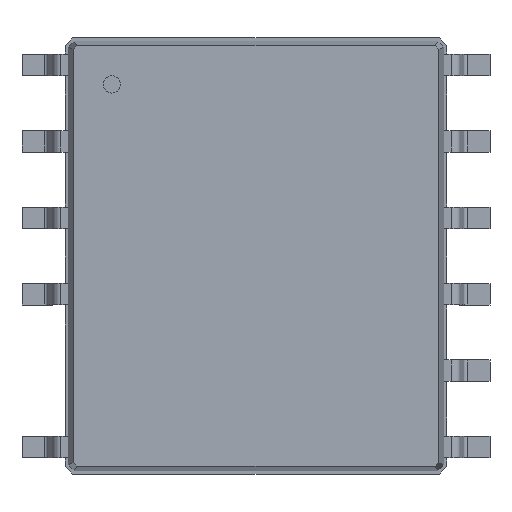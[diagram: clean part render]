
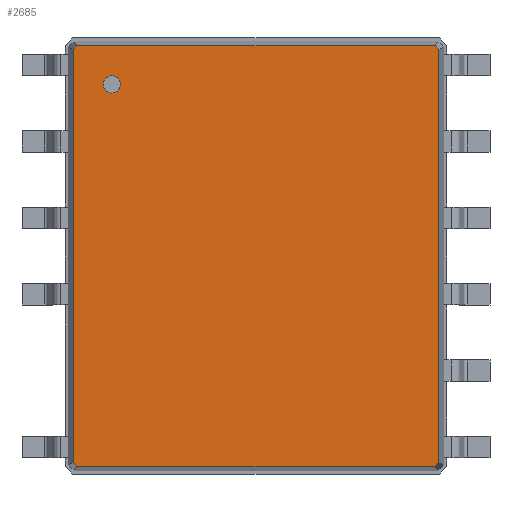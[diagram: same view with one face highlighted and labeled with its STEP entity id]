
A CAD part, top view. The second image highlights one B-rep face of the part: STEP entity #2685.
In plain terms, the highlighted planar face has unit normal (0, 0, 1).
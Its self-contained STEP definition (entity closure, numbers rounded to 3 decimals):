
#13=DIRECTION('',(0.,0.,1.));
#27=VECTOR('',#28,1.);
#28=DIRECTION('',(1.,0.,0.));
#51=VECTOR('',#52,1.);
#52=DIRECTION('',(0.707,-0.707,0.));
#58=VECTOR('',#59,1.);
#59=DIRECTION('',(0.,-1.,0.));
#65=VECTOR('',#66,1.);
#66=DIRECTION('',(-0.707,-0.707,0.));
#72=VECTOR('',#73,1.);
#73=DIRECTION('',(-1.,0.,0.));
#79=VECTOR('',#80,1.);
#80=DIRECTION('',(-0.707,0.707,0.));
#86=VECTOR('',#87,1.);
#87=DIRECTION('',(0.,1.,0.));
#91=VECTOR('',#92,1.);
#92=DIRECTION('',(0.707,0.707,0.));
#942=VERTEX_POINT('',#943);
#943=CARTESIAN_POINT('',(-4.259,4.812,1.6));
#945=ORIENTED_EDGE('',*,*,#946,.F.);
#946=EDGE_CURVE('',#947,#942,#949,.T.);
#947=VERTEX_POINT('',#948);
#948=CARTESIAN_POINT('',(-4.259,-4.812,1.6));
#949=LINE('',#948,#86);
#960=VERTEX_POINT('',#961);
#961=CARTESIAN_POINT('',(-4.177,4.894,1.6));
#963=ORIENTED_EDGE('',*,*,#964,.F.);
#964=EDGE_CURVE('',#942,#960,#965,.T.);
#965=LINE('',#943,#91);
#974=VERTEX_POINT('',#975);
#975=CARTESIAN_POINT('',(4.177,4.894,1.6));
#977=ORIENTED_EDGE('',*,*,#978,.F.);
#978=EDGE_CURVE('',#960,#974,#979,.T.);
#979=LINE('',#961,#27);
#988=VERTEX_POINT('',#989);
#989=CARTESIAN_POINT('',(4.259,4.812,1.6));
#991=ORIENTED_EDGE('',*,*,#992,.F.);
#992=EDGE_CURVE('',#974,#988,#993,.T.);
#993=LINE('',#975,#51);
#1050=VERTEX_POINT('',#1051);
#1051=CARTESIAN_POINT('',(4.259,-4.812,1.6));
#1053=ORIENTED_EDGE('',*,*,#1054,.F.);
#1054=EDGE_CURVE('',#988,#1050,#1055,.T.);
#1055=LINE('',#989,#58);
#2685=ADVANCED_FACE('',(#2686,#2701),#2711,.T.);
#2686=FACE_BOUND('',#2687,.T.);
#2687=EDGE_LOOP('',(#977,#963,#945,#2688,#2693,#2698,#1053,#991));
#2688=ORIENTED_EDGE('',*,*,#2689,.F.);
#2689=EDGE_CURVE('',#2690,#947,#2692,.T.);
#2690=VERTEX_POINT('',#2691);
#2691=CARTESIAN_POINT('',(-4.177,-4.894,1.6));
#2692=LINE('',#2691,#79);
#2693=ORIENTED_EDGE('',*,*,#2694,.F.);
#2694=EDGE_CURVE('',#2695,#2690,#2697,.T.);
#2695=VERTEX_POINT('',#2696);
#2696=CARTESIAN_POINT('',(4.177,-4.894,1.6));
#2697=LINE('',#2696,#72);
#2698=ORIENTED_EDGE('',*,*,#2699,.F.);
#2699=EDGE_CURVE('',#1050,#2695,#2700,.T.);
#2700=LINE('',#1051,#65);
#2701=FACE_BOUND('',#2702,.T.);
#2702=EDGE_LOOP('',(#2703));
#2703=ORIENTED_EDGE('',*,*,#2704,.T.);
#2704=EDGE_CURVE('',#2705,#2705,#2707,.T.);
#2705=VERTEX_POINT('',#2706);
#2706=CARTESIAN_POINT('',(-3.359,3.794,1.6));
#2707=CIRCLE('',#2708,0.2);
#2708=AXIS2_PLACEMENT_3D('',#2709,#2710,#59);
#2709=CARTESIAN_POINT('',(-3.359,3.994,1.6));
#2710=DIRECTION('',(0.,-0.,-1.));
#2711=PLANE('',#2712);
#2712=AXIS2_PLACEMENT_3D('',#961,#13,#2713);
#2713=DIRECTION('',(0.649,-0.761,0.));
